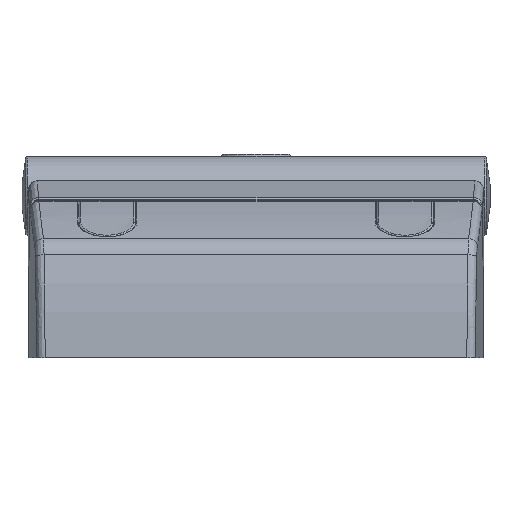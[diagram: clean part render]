
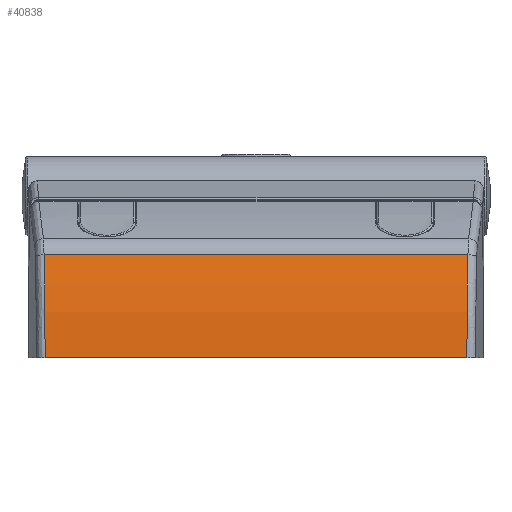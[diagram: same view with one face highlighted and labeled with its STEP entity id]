
A CAD part, left-side view. The second image highlights one B-rep face of the part: STEP entity #40838.
In plain terms, the highlighted cylindrical face has radius 86.5 mm (diameter 173 mm), a partial arc.
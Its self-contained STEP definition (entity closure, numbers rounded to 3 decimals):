
#7232 = VERTEX_POINT ( 'NONE', #35153 ) ;
#7237 = VERTEX_POINT ( 'NONE', #35154 ) ;
#7251 = VERTEX_POINT ( 'NONE', #35158 ) ;
#7262 = VERTEX_POINT ( 'NONE', #35161 ) ;
#21117 = EDGE_CURVE ( 'NONE', #7232, #7251, #44901, .T. ) ;
#21118 = EDGE_CURVE ( 'NONE', #7237, #7251, #60103, .T. ) ;
#21119 = EDGE_CURVE ( 'NONE', #7237, #7262, #44888, .T. ) ;
#21120 = EDGE_CURVE ( 'NONE', #7262, #7232, #60107, .T. ) ;
#35153 = CARTESIAN_POINT ( 'NONE',  ( 36.735, 23.54, -48.393 ) ) ;
#35154 = CARTESIAN_POINT ( 'NONE',  ( 40., 0., 48.153 ) ) ;
#35158 = CARTESIAN_POINT ( 'NONE',  ( 36.735, 23.54, 48.393 ) ) ;
#35161 = CARTESIAN_POINT ( 'NONE',  ( 40., 0., -48.153 ) ) ;
#40838 = ADVANCED_FACE ( 'NONE', ( #83970 ), #83988, .T. ) ;
#44888 = LINE ( 'NONE', #49082, #44903 ) ;
#44901 = LINE ( 'NONE', #49078, #44902 ) ;
#44902 = VECTOR ( 'NONE', #49080, 1000. ) ;
#44903 = VECTOR ( 'NONE', #49088, 1000. ) ;
#49037 = CARTESIAN_POINT ( 'NONE',  ( 40., 0., -48.153 ) ) ;
#49038 = CARTESIAN_POINT ( 'NONE',  ( 40., 3.999, 48.153 ) ) ;
#49078 = CARTESIAN_POINT ( 'NONE',  ( 36.735, 23.54, -52. ) ) ;
#49079 = CARTESIAN_POINT ( 'NONE',  ( 40., 0., 48.153 ) ) ;
#49080 = DIRECTION ( 'NONE',  ( 0., 0., 1. ) ) ;
#49081 = CARTESIAN_POINT ( 'NONE',  ( 40., 3.999, -48.153 ) ) ;
#49082 = CARTESIAN_POINT ( 'NONE',  ( 40., 0., 52. ) ) ;
#49083 = CARTESIAN_POINT ( 'NONE',  ( 39.724, 7.96, 48.174 ) ) ;
#49085 = CARTESIAN_POINT ( 'NONE',  ( 38.636, 15.807, 48.255 ) ) ;
#49086 = CARTESIAN_POINT ( 'NONE',  ( 37.823, 19.693, 48.315 ) ) ;
#49087 = CARTESIAN_POINT ( 'NONE',  ( 36.735, 23.54, 48.393 ) ) ;
#49088 = DIRECTION ( 'NONE',  ( 0., 0., -1. ) ) ;
#49090 = CARTESIAN_POINT ( 'NONE',  ( 39.724, 7.96, -48.174 ) ) ;
#49091 = CARTESIAN_POINT ( 'NONE',  ( 38.636, 15.807, -48.255 ) ) ;
#49092 = CARTESIAN_POINT ( 'NONE',  ( 37.823, 19.693, -48.315 ) ) ;
#49093 = CARTESIAN_POINT ( 'NONE',  ( 36.735, 23.54, -48.393 ) ) ;
#60103 = B_SPLINE_CURVE_WITH_KNOTS ( 'NONE', 3,
 ( #49079, #49038, #49083, #49085, #49086, #49087 ),
 .UNSPECIFIED., .F., .F.,
 ( 4, 2, 4 ),
 ( 0., 0.012, 0.024 ),
 .UNSPECIFIED. ) ;
#60107 = B_SPLINE_CURVE_WITH_KNOTS ( 'NONE', 3,
 ( #49037, #49081, #49090, #49091, #49092, #49093 ),
 .UNSPECIFIED., .F., .F.,
 ( 4, 2, 4 ),
 ( 0., 0.012, 0.024 ),
 .UNSPECIFIED. ) ;
#60378 = AXIS2_PLACEMENT_3D ( 'NONE', #82545, #82548, #82544 ) ;
#74546 = ORIENTED_EDGE ( 'NONE', *, *, #21117, .T. ) ;
#74549 = ORIENTED_EDGE ( 'NONE', *, *, #21118, .F. ) ;
#74552 = ORIENTED_EDGE ( 'NONE', *, *, #21119, .T. ) ;
#74554 = ORIENTED_EDGE ( 'NONE', *, *, #21120, .T. ) ;
#82544 = DIRECTION ( 'NONE',  ( 1., 0., 0. ) ) ;
#82545 = CARTESIAN_POINT ( 'NONE',  ( -46.5, 0., -52. ) ) ;
#82548 = DIRECTION ( 'NONE',  ( 0., 0., 1. ) ) ;
#83970 = FACE_OUTER_BOUND ( 'NONE', #107166, .T. ) ;
#83988 = CYLINDRICAL_SURFACE ( 'NONE', #60378, 86.5 ) ;
#107166 = EDGE_LOOP ( 'NONE', ( #74546, #74549, #74552, #74554 ) ) ;
